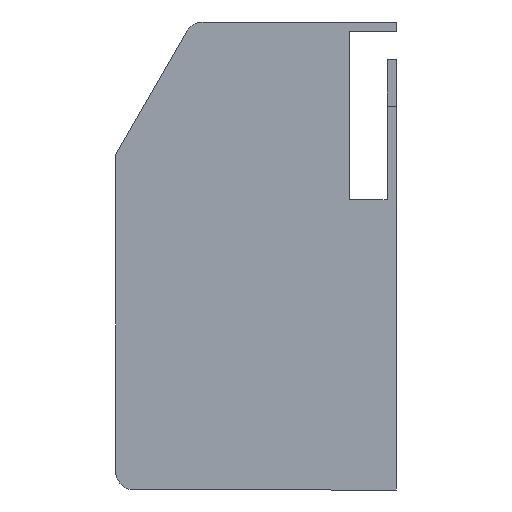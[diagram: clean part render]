
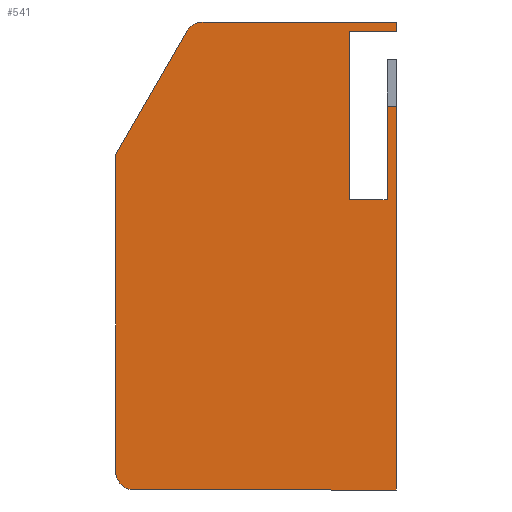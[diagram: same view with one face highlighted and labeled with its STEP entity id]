
A CAD part, front view. The second image highlights one B-rep face of the part: STEP entity #541.
In plain terms, the highlighted planar face has unit normal (0, -1, 0).
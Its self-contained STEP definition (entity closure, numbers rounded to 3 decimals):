
#130=CARTESIAN_POINT('',(5.,-10.,-8.));
#131=VERTEX_POINT('',#130);
#132=CARTESIAN_POINT('',(4.,-10.,-8.));
#133=VERTEX_POINT('',#132);
#134=CARTESIAN_POINT('',(5.,-10.,-8.));
#135=DIRECTION('',(-1.0,0.0,0.0));
#136=VECTOR('',#135,1.);
#137=LINE('',#134,#136);
#138=EDGE_CURVE('',#131,#133,#137,.T.);
#235=CARTESIAN_POINT('',(5.,-10.,-49.0));
#236=VERTEX_POINT('',#235);
#237=CARTESIAN_POINT('',(5.,-10.,-8.0));
#238=DIRECTION('',(0.0,0.0,-1.0));
#239=VECTOR('',#238,41.0);
#240=LINE('',#237,#239);
#241=EDGE_CURVE('',#131,#236,#240,.T.);
#425=CARTESIAN_POINT('',(5.,-10.0,0.));
#426=VERTEX_POINT('',#425);
#433=CARTESIAN_POINT('',(0.,-10.0,0.));
#434=VERTEX_POINT('',#433);
#435=CARTESIAN_POINT('',(5.,-10.0,0.));
#436=DIRECTION('',(-1.0,0.0,0.0));
#437=VECTOR('',#436,5.);
#438=LINE('',#435,#437);
#439=EDGE_CURVE('',#426,#434,#438,.T.);
#453=CARTESIAN_POINT('',(-6.848,-10.,-21.818));
#454=DIRECTION('',(0.0,1.0,0.0));
#455=DIRECTION('',(0.0,0.0,-1.0));
#456=AXIS2_PLACEMENT_3D('',#453,#454,#455);
#457=PLANE('',#456);
#458=ORIENTED_EDGE('',*,*,#138,.T.);
#459=CARTESIAN_POINT('',(4.,-10.,-18.));
#460=VERTEX_POINT('',#459);
#461=CARTESIAN_POINT('',(4.,-10.,-18.));
#462=DIRECTION('',(0.0,0.0,1.0));
#463=VECTOR('',#462,10.0);
#464=LINE('',#461,#463);
#465=EDGE_CURVE('',#460,#133,#464,.T.);
#466=ORIENTED_EDGE('',*,*,#465,.F.);
#467=CARTESIAN_POINT('',(0.,-10.,-18.));
#468=VERTEX_POINT('',#467);
#469=CARTESIAN_POINT('',(0.,-10.,-18.));
#470=DIRECTION('',(1.0,0.0,0.0));
#471=VECTOR('',#470,4.0);
#472=LINE('',#469,#471);
#473=EDGE_CURVE('',#468,#460,#472,.T.);
#474=ORIENTED_EDGE('',*,*,#473,.F.);
#475=CARTESIAN_POINT('',(0.,-10.0,0.));
#476=DIRECTION('',(0.0,0.0,-1.0));
#477=VECTOR('',#476,18.0);
#478=LINE('',#475,#477);
#479=EDGE_CURVE('',#434,#468,#478,.T.);
#480=ORIENTED_EDGE('',*,*,#479,.F.);
#481=ORIENTED_EDGE('',*,*,#439,.F.);
#482=CARTESIAN_POINT('',(5.,-10.0,1.));
#483=VERTEX_POINT('',#482);
#484=CARTESIAN_POINT('',(5.,-10.0,1.));
#485=DIRECTION('',(0.0,0.0,-1.0));
#486=VECTOR('',#485,1.0);
#487=LINE('',#484,#486);
#488=EDGE_CURVE('',#483,#426,#487,.T.);
#489=ORIENTED_EDGE('',*,*,#488,.F.);
#490=CARTESIAN_POINT('',(-15.661,-10.,1.));
#491=VERTEX_POINT('',#490);
#492=CARTESIAN_POINT('',(-15.661,-10.,1.));
#493=DIRECTION('',(1.0,0.0,0.0));
#494=VECTOR('',#493,20.661);
#495=LINE('',#492,#494);
#496=EDGE_CURVE('',#491,#483,#495,.T.);
#497=ORIENTED_EDGE('',*,*,#496,.F.);
#498=CARTESIAN_POINT('',(-17.394,-10.,0.));
#499=VERTEX_POINT('',#498);
#500=CARTESIAN_POINT('',(-15.661,-10.,-1.));
#501=DIRECTION('',(0.,1.0,0.));
#502=DIRECTION('',(0.866,0.,-0.5));
#503=AXIS2_PLACEMENT_3D('',#500,#501,#502);
#504=CIRCLE('',#503,2.);
#505=EDGE_CURVE('',#499,#491,#504,.T.);
#506=ORIENTED_EDGE('',*,*,#505,.F.);
#507=CARTESIAN_POINT('',(-25.,-10.0,-13.175));
#508=VERTEX_POINT('',#507);
#509=CARTESIAN_POINT('',(-25.,-10.0,-13.175));
#510=DIRECTION('',(0.5,0.,0.866));
#511=VECTOR('',#510,15.213);
#512=LINE('',#509,#511);
#513=EDGE_CURVE('',#508,#499,#512,.T.);
#514=ORIENTED_EDGE('',*,*,#513,.F.);
#515=CARTESIAN_POINT('',(-25.,-10.,-47.0));
#516=VERTEX_POINT('',#515);
#517=CARTESIAN_POINT('',(-25.,-10.,-47.));
#518=DIRECTION('',(0.0,0.0,1.0));
#519=VECTOR('',#518,33.825);
#520=LINE('',#517,#519);
#521=EDGE_CURVE('',#516,#508,#520,.T.);
#522=ORIENTED_EDGE('',*,*,#521,.F.);
#523=CARTESIAN_POINT('',(-23.,-10.,-49.));
#524=VERTEX_POINT('',#523);
#525=CARTESIAN_POINT('',(-23.,-10.,-47.0));
#526=DIRECTION('',(0.0,1.0,0.0));
#527=DIRECTION('',(0.0,0.0,1.0));
#528=AXIS2_PLACEMENT_3D('',#525,#526,#527);
#529=CIRCLE('',#528,2.);
#530=EDGE_CURVE('',#524,#516,#529,.T.);
#531=ORIENTED_EDGE('',*,*,#530,.F.);
#532=CARTESIAN_POINT('',(5.,-10.,-49.0));
#533=DIRECTION('',(-1.0,0.0,0.0));
#534=VECTOR('',#533,28.0);
#535=LINE('',#532,#534);
#536=EDGE_CURVE('',#236,#524,#535,.T.);
#537=ORIENTED_EDGE('',*,*,#536,.F.);
#538=ORIENTED_EDGE('',*,*,#241,.F.);
#539=EDGE_LOOP('',(#458,#466,#474,#480,#481,#489,#497,#506,#514,#522,#531,#537,#538));
#540=FACE_OUTER_BOUND('',#539,.T.);
#541=ADVANCED_FACE('',(#540),#457,.F.);
